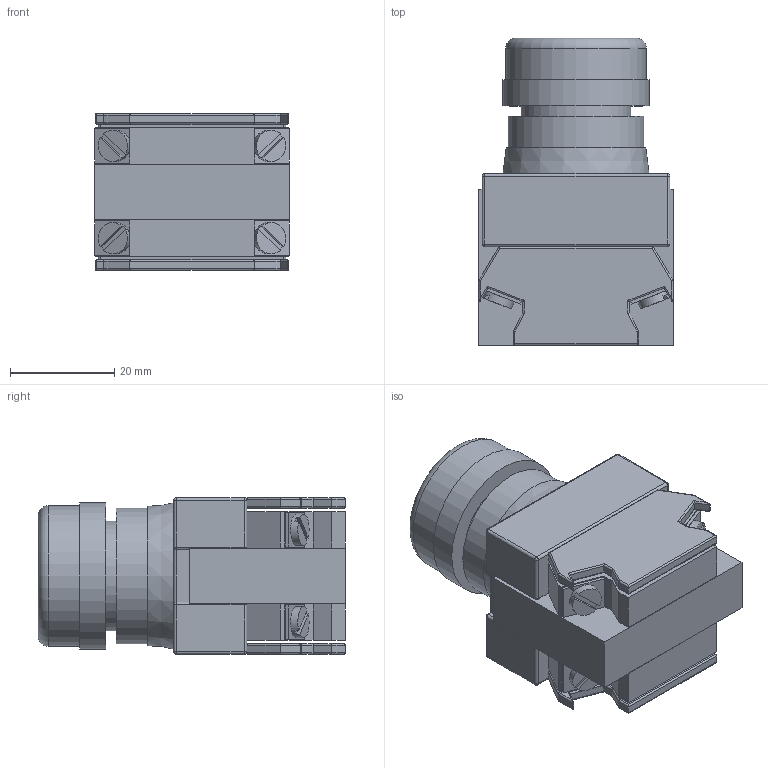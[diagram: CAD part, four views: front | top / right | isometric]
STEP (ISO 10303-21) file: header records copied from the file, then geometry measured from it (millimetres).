
FILE_DESCRIPTION(/* description */ (''),/* implementation_level */ '2;1');
FILE_NAME(/* name */ 'LA38-11D_IB2_214.stp',/* time_stamp */ '2022-07-25T17:48:07+09:00',/* author */ ('User'),/* organization */ (''),/* preprocessor_version */ 'ST-DEVELOPER v18.1',/* originating_system */ 'Autodesk Inventor 2022',/* authorisation */ '');
FILE_SCHEMA (('AUTOMOTIVE_DESIGN { 1 0 10303 214 3 1 1 }'));
Length unit declared in the file: millimetre
Products named in the file (1): LA38-11D_IB2
Bounding box: 37.36 x 59 x 30 mm (x, y, z)
Volume: 46773.5 mm3; surface area: 13643.3 mm2
Topology: 6 solids, 6 shells, 273 faces, 642 edges, 372 vertices
Faces by surface type: plane 135, cylinder 112, sphere 16, bspline 8, cone 1, torus 1
Full cylindrical faces by diameter (mm): 6 x4, 21 x1, 23 x2, 26 x1, 27 x1, 28 x1
Entity records: 7940 total; most frequent: CARTESIAN_POINT 1596, DIRECTION 1343, ORIENTED_EDGE 1244, EDGE_CURVE 622, AXIS2_PLACEMENT_3D 455, LINE 433, VECTOR 433, VERTEX_POINT 372
